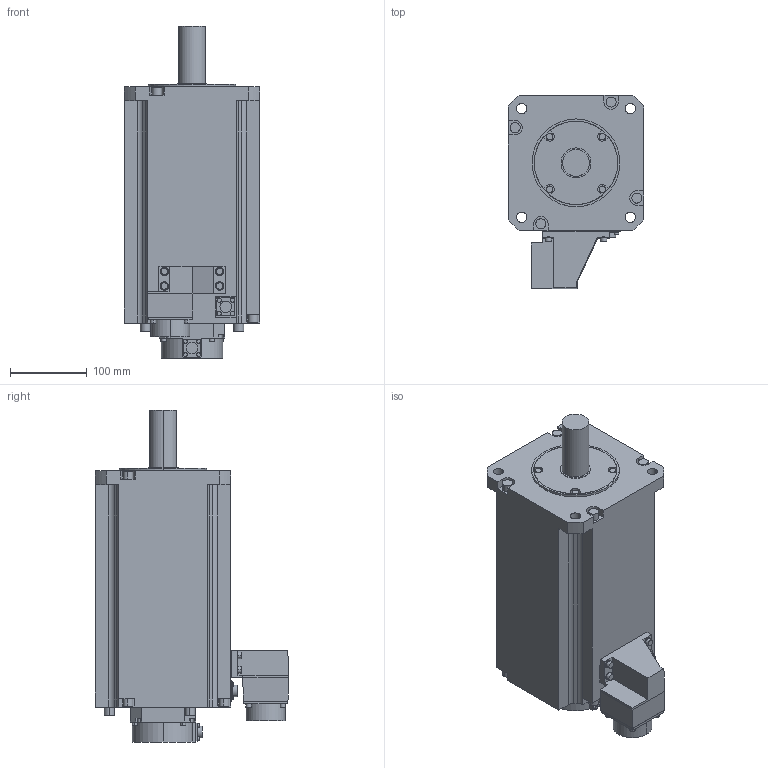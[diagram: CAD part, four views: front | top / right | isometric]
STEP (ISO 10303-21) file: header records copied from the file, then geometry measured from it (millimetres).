
FILE_DESCRIPTION((''),'2;1');
FILE_NAME('HF-JP903B_','2010-11-22T',('BL67252'),(''),'PRO/ENGINEER BY PARAMETRIC TECHNOLOGY CORPORATION, 2009400','PRO/ENGINEER BY PARAMETRIC TECHNOLOGY CORPORATION, 2009400','');
FILE_SCHEMA(('CONFIG_CONTROL_DESIGN'));
Length unit declared in the file: millimetre
Products named in the file (1): HF-JP903B_
Bounding box: 176 x 251.31 x 432 mm (x, y, z)
Volume: 9141211 mm3; surface area: 336526.3 mm2
Topology: 1 solids, 2 shells, 330 faces, 819 edges, 553 vertices
Faces by surface type: plane 176, cylinder 154
Entity records: 10529 total; most frequent: CARTESIAN_POINT 2262, DIRECTION 1793, ORIENTED_EDGE 1638, EDGE_CURVE 819, AXIS2_PLACEMENT_3D 652, VERTEX_POINT 553, VECTOR 489, LINE 489
